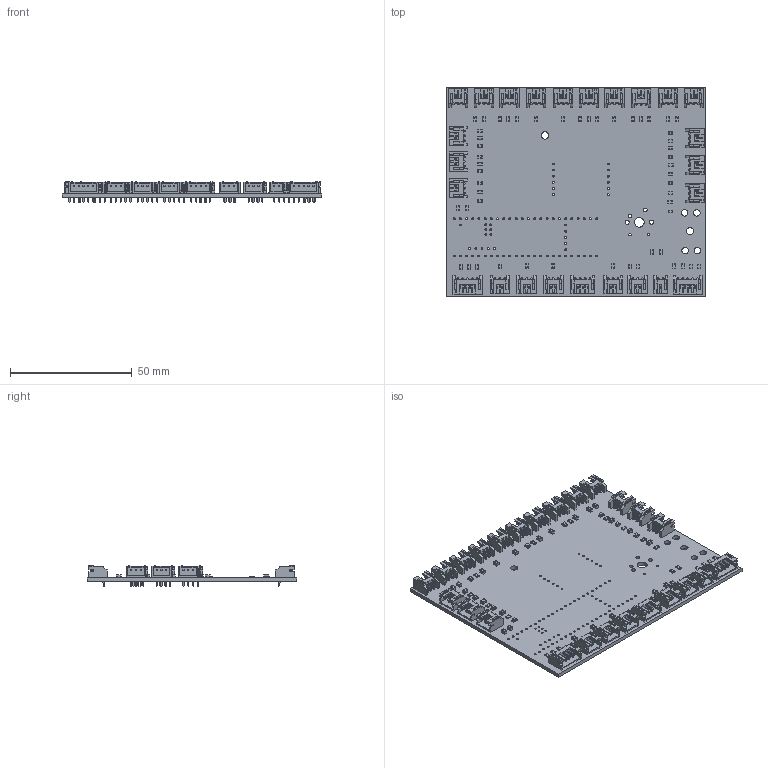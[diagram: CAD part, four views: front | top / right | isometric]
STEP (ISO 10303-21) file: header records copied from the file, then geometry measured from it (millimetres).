
FILE_DESCRIPTION(('KiCad electronic assembly'),'2;1');
FILE_NAME('FewawiControlBoard.step','2024-09-27T01:16:01',('Pcbnew'),( 'Kicad'),'Open CASCADE STEP processor 7.7','KiCad to STEP converter' ,'Unknown');
FILE_SCHEMA(('AUTOMOTIVE_DESIGN { 1 0 10303 214 1 1 1 1 }'));
Length unit declared in the file: millimetre
Products named in the file (16): FewawiControlBoard 1; C_0805_2012Metric; JST_PH_S3B-PH-K_1x03_P2.00mm_Horizontal; JST_S3B_PH_K; LED_0805_2012Metric; R_0805_2012Metric; JST_PH_S5B-PH-K_1x05_P2.00mm_Horizontal; JST_S5B_PH_K; JST_PH_S2B-PH-K_1x02_P2.00mm_Horizontal; JST_S2B_PH_K; JST_PH_S4B-PH-K_1x04_P2.00mm_Horizontal; JST_S4B_PH_K; FewawiControlBoard_PCB
Assembly tree (85 placements, depth 3):
  FewawiControlBoard 1
    C_0805_2012Metric  x23
      C_0805_2012Metric
    JST_PH_S3B-PH-K_1x03_P2.00mm_Horizontal  x21
      JST_S3B_PH_K
    LED_0805_2012Metric  x9
      LED_0805_2012Metric
    R_0805_2012Metric  x20
      R_0805_2012Metric
    JST_PH_S5B-PH-K_1x05_P2.00mm_Horizontal  x2
      JST_S5B_PH_K
    JST_PH_S2B-PH-K_1x02_P2.00mm_Horizontal
      JST_S2B_PH_K
    JST_PH_S4B-PH-K_1x04_P2.00mm_Horizontal
      JST_S4B_PH_K
    FewawiControlBoard_PCB
Bounding box: 106.5 x 86 x 8.25 mm (x, y, z)
Volume: 17692.6 mm3; surface area: 29941.5 mm2
Topology: 78 solids, 78 shells, 5467 faces, 14910 edges, 9712 vertices
Faces by surface type: plane 4582, cylinder 885
Full cylindrical faces by diameter (mm): 0.7 x6, 0.75 x84, 0.762 x12, 0.8 x54, 1 x2, 1.5 x2, 1.7 x2, 2.7 x4, 3 x2, 3.988 x1
Entity records: 35558 total; most frequent: CARTESIAN_POINT 5181, ORIENTED_EDGE 5064, DIRECTION 4992, EDGE_CURVE 2532, LINE 2066, VECTOR 2066, VERTEX_POINT 1652, AXIS2_PLACEMENT_3D 1463
